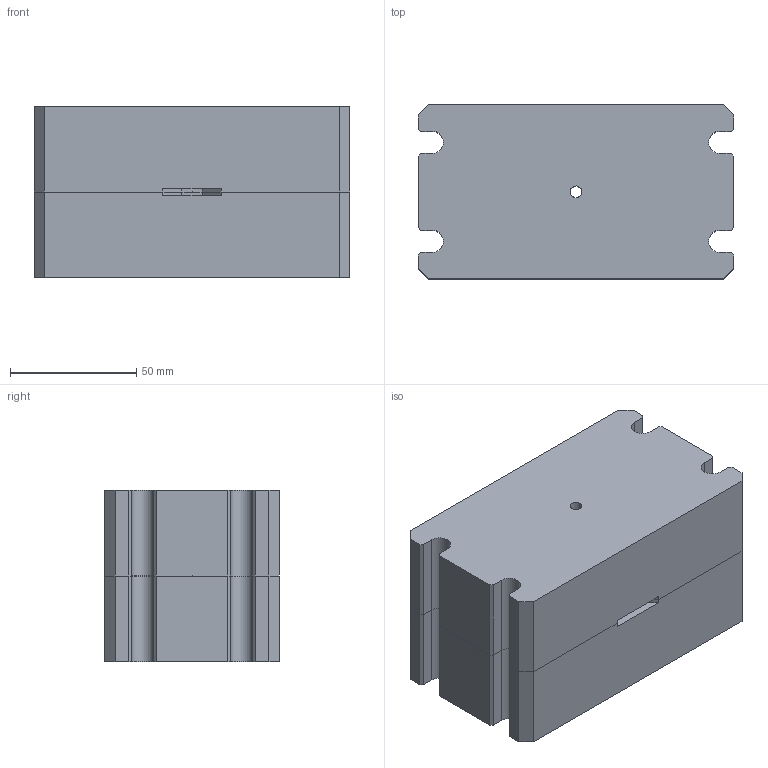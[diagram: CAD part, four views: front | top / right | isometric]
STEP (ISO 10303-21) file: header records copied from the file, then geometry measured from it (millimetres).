
FILE_DESCRIPTION(('FreeCAD Model'),'2;1');
FILE_NAME('Open CASCADE Shape Model','2024-06-25T20:40:34',('Jens Dyvik' ),('DyvikDesign'),'Open CASCADE STEP processor 7.6','FreeCAD', 'Unknown');
FILE_SCHEMA(('AUTOMOTIVE_DESIGN { 1 0 10303 214 1 1 1 1 }'));
Length unit declared in the file: millimetre
Products named in the file (2): Peg block; Hole block
Bounding box: 125 x 69 x 68 mm (x, y, z)
Volume: 361343.2 mm3; surface area: 75675.9 mm2
Topology: 2 solids, 2 shells, 126 faces, 354 edges, 236 vertices
Faces by surface type: plane 100, cylinder 24, cone 2
Full cylindrical faces by diameter (mm): 4.7 x2, 6 x2, 6.04 x2
Entity records: 4079 total; most frequent: CARTESIAN_POINT 717, ORIENTED_EDGE 708, DIRECTION 658, EDGE_CURVE 354, LINE 304, VECTOR 304, VERTEX_POINT 236, AXIS2_PLACEMENT_3D 177
